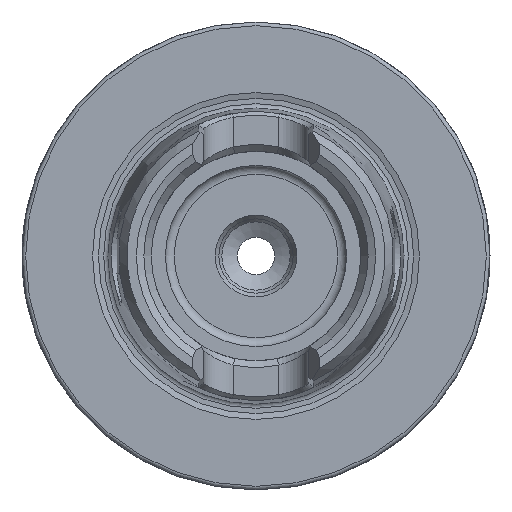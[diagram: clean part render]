
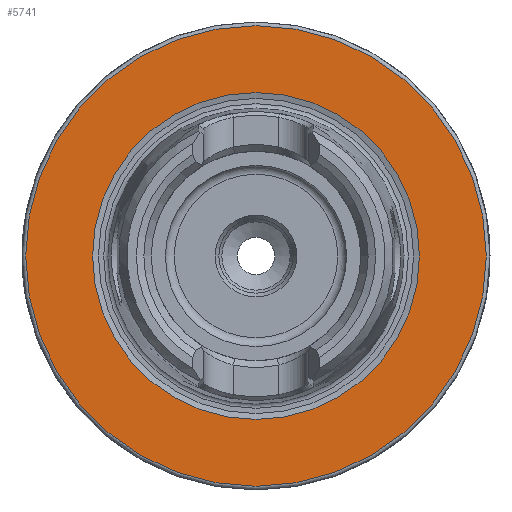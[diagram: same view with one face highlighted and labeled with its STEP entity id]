
A CAD part, left-side view. The second image highlights one B-rep face of the part: STEP entity #5741.
In plain terms, the highlighted planar face has unit normal (-1, 0, 0).
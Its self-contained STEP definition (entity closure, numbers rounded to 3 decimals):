
#5707=CARTESIAN_POINT('',(0.0,22.,0.0));
#5708=VERTEX_POINT('',#5707);
#5709=CARTESIAN_POINT('',(0.0,0.,0.0));
#5710=DIRECTION('',(1.0,0.0,0.0));
#5711=DIRECTION('',(0.0,1.0,0.0));
#5712=AXIS2_PLACEMENT_3D('',#5709,#5710,#5711);
#5713=CIRCLE('',#5712,22.);
#5714=EDGE_CURVE('',#5708,#5708,#5713,.T.);
#5722=CARTESIAN_POINT('',(0.0,26.5,0.0));
#5723=DIRECTION('',(-1.0,0.0,0.0));
#5724=DIRECTION('',(0.0,0.0,1.0));
#5725=AXIS2_PLACEMENT_3D('',#5722,#5723,#5724);
#5726=PLANE('',#5725);
#5727=CARTESIAN_POINT('',(0.0,31.,0.0));
#5728=VERTEX_POINT('',#5727);
#5729=CARTESIAN_POINT('',(0.0,0.,0.0));
#5730=DIRECTION('',(1.0,0.0,0.0));
#5731=DIRECTION('',(0.0,1.0,0.0));
#5732=AXIS2_PLACEMENT_3D('',#5729,#5730,#5731);
#5733=CIRCLE('',#5732,31.);
#5734=EDGE_CURVE('',#5728,#5728,#5733,.T.);
#5735=ORIENTED_EDGE('',*,*,#5734,.F.);
#5736=EDGE_LOOP('',(#5735));
#5737=FACE_OUTER_BOUND('',#5736,.T.);
#5738=ORIENTED_EDGE('',*,*,#5714,.T.);
#5739=EDGE_LOOP('',(#5738));
#5740=FACE_BOUND('',#5739,.T.);
#5741=ADVANCED_FACE('',(#5737,#5740),#5726,.T.);
